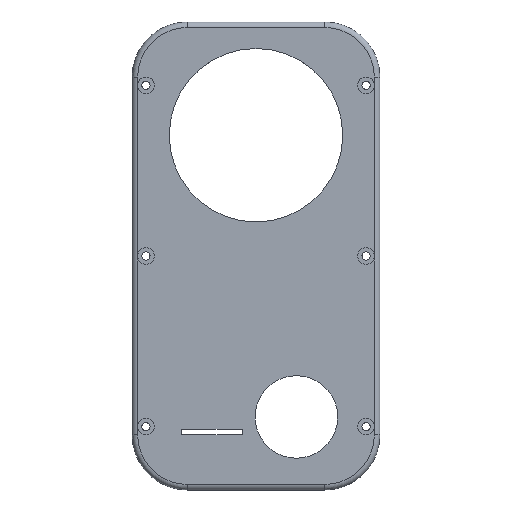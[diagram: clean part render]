
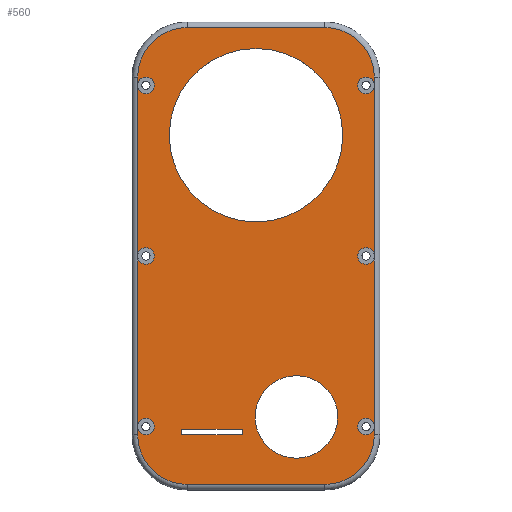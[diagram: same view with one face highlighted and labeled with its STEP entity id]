
A CAD part, top view. The second image highlights one B-rep face of the part: STEP entity #560.
In plain terms, the highlighted planar face has unit normal (0, 0, 1).
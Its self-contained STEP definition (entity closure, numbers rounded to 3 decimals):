
#97=ORIENTED_EDGE('',*,*,#269,.F.);
#98=ORIENTED_EDGE('',*,*,#270,.T.);
#99=ORIENTED_EDGE('',*,*,#271,.T.);
#100=ORIENTED_EDGE('',*,*,#272,.T.);
#101=ORIENTED_EDGE('',*,*,#273,.T.);
#102=ORIENTED_EDGE('',*,*,#274,.T.);
#103=ORIENTED_EDGE('',*,*,#275,.F.);
#104=ORIENTED_EDGE('',*,*,#276,.T.);
#105=ORIENTED_EDGE('',*,*,#277,.F.);
#106=ORIENTED_EDGE('',*,*,#278,.T.);
#107=ORIENTED_EDGE('',*,*,#279,.F.);
#108=ORIENTED_EDGE('',*,*,#280,.T.);
#109=ORIENTED_EDGE('',*,*,#281,.T.);
#110=ORIENTED_EDGE('',*,*,#282,.T.);
#111=ORIENTED_EDGE('',*,*,#283,.T.);
#112=ORIENTED_EDGE('',*,*,#284,.T.);
#113=ORIENTED_EDGE('',*,*,#285,.F.);
#114=ORIENTED_EDGE('',*,*,#286,.T.);
#115=ORIENTED_EDGE('',*,*,#287,.F.);
#116=ORIENTED_EDGE('',*,*,#288,.T.);
#117=ORIENTED_EDGE('',*,*,#289,.F.);
#118=ORIENTED_EDGE('',*,*,#290,.F.);
#119=ORIENTED_EDGE('',*,*,#291,.F.);
#120=ORIENTED_EDGE('',*,*,#292,.F.);
#121=ORIENTED_EDGE('',*,*,#293,.F.);
#122=ORIENTED_EDGE('',*,*,#294,.F.);
#269=EDGE_CURVE('',#355,#355,#906,.T.);
#270=EDGE_CURVE('',#355,#356,#633,.T.);
#271=EDGE_CURVE('',#356,#357,#907,.F.);
#272=EDGE_CURVE('',#357,#358,#634,.T.);
#273=EDGE_CURVE('',#358,#359,#908,.F.);
#274=EDGE_CURVE('',#359,#360,#635,.T.);
#275=EDGE_CURVE('',#360,#360,#909,.T.);
#276=EDGE_CURVE('',#360,#361,#636,.T.);
#277=EDGE_CURVE('',#361,#361,#910,.T.);
#278=EDGE_CURVE('',#361,#362,#637,.T.);
#279=EDGE_CURVE('',#362,#362,#911,.T.);
#280=EDGE_CURVE('',#362,#363,#638,.T.);
#281=EDGE_CURVE('',#363,#364,#912,.F.);
#282=EDGE_CURVE('',#364,#365,#639,.T.);
#283=EDGE_CURVE('',#365,#366,#913,.F.);
#284=EDGE_CURVE('',#366,#367,#640,.T.);
#285=EDGE_CURVE('',#367,#367,#914,.T.);
#286=EDGE_CURVE('',#367,#368,#641,.T.);
#287=EDGE_CURVE('',#368,#368,#915,.T.);
#288=EDGE_CURVE('',#368,#355,#642,.T.);
#289=EDGE_CURVE('',#369,#369,#916,.T.);
#290=EDGE_CURVE('',#370,#370,#917,.T.);
#291=EDGE_CURVE('',#371,#372,#643,.T.);
#292=EDGE_CURVE('',#373,#371,#644,.T.);
#293=EDGE_CURVE('',#374,#373,#645,.T.);
#294=EDGE_CURVE('',#372,#374,#646,.T.);
#355=VERTEX_POINT('',#1440);
#356=VERTEX_POINT('',#1442);
#357=VERTEX_POINT('',#1444);
#358=VERTEX_POINT('',#1446);
#359=VERTEX_POINT('',#1448);
#360=VERTEX_POINT('',#1450);
#361=VERTEX_POINT('',#1453);
#362=VERTEX_POINT('',#1456);
#363=VERTEX_POINT('',#1459);
#364=VERTEX_POINT('',#1461);
#365=VERTEX_POINT('',#1463);
#366=VERTEX_POINT('',#1465);
#367=VERTEX_POINT('',#1467);
#368=VERTEX_POINT('',#1470);
#369=VERTEX_POINT('',#1474);
#370=VERTEX_POINT('',#1476);
#371=VERTEX_POINT('',#1478);
#372=VERTEX_POINT('',#1479);
#373=VERTEX_POINT('',#1481);
#374=VERTEX_POINT('',#1483);
#405=EDGE_LOOP('',(#97,#98,#99,#100,#101,#102,#103,#104,#105,#106,#107,
#108,#109,#110,#111,#112,#113,#114,#115,#116));
#406=EDGE_LOOP('',(#117));
#407=EDGE_LOOP('',(#118));
#408=EDGE_LOOP('',(#119,#120,#121,#122));
#479=FACE_BOUND('',#405,.T.);
#480=FACE_BOUND('',#406,.T.);
#481=FACE_BOUND('',#407,.T.);
#482=FACE_BOUND('',#408,.T.);
#544=PLANE('',#991);
#560=ADVANCED_FACE('',(#479,#480,#481,#482),#544,.F.);
#633=LINE('',#1441,#688);
#634=LINE('',#1445,#689);
#635=LINE('',#1449,#690);
#636=LINE('',#1452,#691);
#637=LINE('',#1455,#692);
#638=LINE('',#1458,#693);
#639=LINE('',#1462,#694);
#640=LINE('',#1466,#695);
#641=LINE('',#1469,#696);
#642=LINE('',#1472,#697);
#643=LINE('',#1477,#698);
#644=LINE('',#1480,#699);
#645=LINE('',#1482,#700);
#646=LINE('',#1484,#701);
#688=VECTOR('',#1169,1000.);
#689=VECTOR('',#1172,1000.);
#690=VECTOR('',#1175,1000.);
#691=VECTOR('',#1178,1000.);
#692=VECTOR('',#1181,1000.);
#693=VECTOR('',#1184,1000.);
#694=VECTOR('',#1187,1000.);
#695=VECTOR('',#1190,1000.);
#696=VECTOR('',#1193,1000.);
#697=VECTOR('',#1196,1000.);
#698=VECTOR('',#1201,1000.);
#699=VECTOR('',#1202,1000.);
#700=VECTOR('',#1203,1000.);
#701=VECTOR('',#1204,1000.);
#906=CIRCLE('',#992,3.);
#907=CIRCLE('',#993,18.);
#908=CIRCLE('',#994,18.);
#909=CIRCLE('',#995,3.);
#910=CIRCLE('',#996,3.);
#911=CIRCLE('',#997,3.);
#912=CIRCLE('',#998,18.);
#913=CIRCLE('',#999,18.);
#914=CIRCLE('',#1000,3.);
#915=CIRCLE('',#1001,3.);
#916=CIRCLE('',#1002,15.);
#917=CIRCLE('',#1003,31.5);
#991=AXIS2_PLACEMENT_3D('',#1438,#1165,#1166);
#992=AXIS2_PLACEMENT_3D('',#1439,#1167,#1168);
#993=AXIS2_PLACEMENT_3D('',#1443,#1170,#1171);
#994=AXIS2_PLACEMENT_3D('',#1447,#1173,#1174);
#995=AXIS2_PLACEMENT_3D('',#1451,#1176,#1177);
#996=AXIS2_PLACEMENT_3D('',#1454,#1179,#1180);
#997=AXIS2_PLACEMENT_3D('',#1457,#1182,#1183);
#998=AXIS2_PLACEMENT_3D('',#1460,#1185,#1186);
#999=AXIS2_PLACEMENT_3D('',#1464,#1188,#1189);
#1000=AXIS2_PLACEMENT_3D('',#1468,#1191,#1192);
#1001=AXIS2_PLACEMENT_3D('',#1471,#1194,#1195);
#1002=AXIS2_PLACEMENT_3D('',#1473,#1197,#1198);
#1003=AXIS2_PLACEMENT_3D('',#1475,#1199,#1200);
#1165=DIRECTION('',(0.,0.,-1.));
#1166=DIRECTION('',(-1.,0.,0.));
#1167=DIRECTION('',(0.,0.,1.));
#1168=DIRECTION('',(1.,0.,0.));
#1169=DIRECTION('',(0.,-1.,0.));
#1170=DIRECTION('',(0.,0.,-1.));
#1171=DIRECTION('',(-1.,0.,0.));
#1172=DIRECTION('',(1.,0.,0.));
#1173=DIRECTION('',(0.,0.,-1.));
#1174=DIRECTION('',(-1.,0.,0.));
#1175=DIRECTION('',(0.,1.,0.));
#1176=DIRECTION('',(0.,0.,1.));
#1177=DIRECTION('',(1.,0.,0.));
#1178=DIRECTION('',(0.,1.,0.));
#1179=DIRECTION('',(0.,0.,1.));
#1180=DIRECTION('',(1.,0.,0.));
#1181=DIRECTION('',(0.,1.,0.));
#1182=DIRECTION('',(0.,0.,1.));
#1183=DIRECTION('',(1.,0.,0.));
#1184=DIRECTION('',(0.,1.,0.));
#1185=DIRECTION('',(0.,0.,-1.));
#1186=DIRECTION('',(-1.,0.,0.));
#1187=DIRECTION('',(-1.,0.,0.));
#1188=DIRECTION('',(0.,0.,-1.));
#1189=DIRECTION('',(-1.,0.,0.));
#1190=DIRECTION('',(0.,-1.,0.));
#1191=DIRECTION('',(0.,0.,1.));
#1192=DIRECTION('',(1.,0.,0.));
#1193=DIRECTION('',(0.,-1.,0.));
#1194=DIRECTION('',(0.,0.,1.));
#1195=DIRECTION('',(1.,0.,0.));
#1196=DIRECTION('',(0.,-1.,0.));
#1197=DIRECTION('',(0.,0.,1.));
#1198=DIRECTION('',(1.,0.,0.));
#1199=DIRECTION('',(0.,0.,1.));
#1200=DIRECTION('',(1.,0.,0.));
#1201=DIRECTION('',(-1.,0.,0.));
#1202=DIRECTION('',(0.,1.,0.));
#1203=DIRECTION('',(1.,0.,0.));
#1204=DIRECTION('',(0.,-1.,0.));
#1438=CARTESIAN_POINT('',(0.,0.,5.));
#1439=CARTESIAN_POINT('',(5.,23.,5.));
#1440=CARTESIAN_POINT('',(2.,23.,5.));
#1441=CARTESIAN_POINT('',(2.,0.,5.));
#1442=CARTESIAN_POINT('',(2.,20.,5.));
#1443=CARTESIAN_POINT('',(20.,20.,5.));
#1444=CARTESIAN_POINT('',(20.,2.,5.));
#1445=CARTESIAN_POINT('',(0.,2.,5.));
#1446=CARTESIAN_POINT('',(70.,2.,5.));
#1447=CARTESIAN_POINT('',(70.,20.,5.));
#1448=CARTESIAN_POINT('',(88.,20.,5.));
#1449=CARTESIAN_POINT('',(88.,0.,5.));
#1450=CARTESIAN_POINT('',(88.,23.,5.));
#1451=CARTESIAN_POINT('',(85.,23.,5.));
#1452=CARTESIAN_POINT('',(88.,0.,5.));
#1453=CARTESIAN_POINT('',(88.,85.,5.));
#1454=CARTESIAN_POINT('',(85.,85.,5.));
#1455=CARTESIAN_POINT('',(88.,0.,5.));
#1456=CARTESIAN_POINT('',(88.,147.,5.));
#1457=CARTESIAN_POINT('',(85.,147.,5.));
#1458=CARTESIAN_POINT('',(88.,0.,5.));
#1459=CARTESIAN_POINT('',(88.,150.,5.));
#1460=CARTESIAN_POINT('',(70.,150.,5.));
#1461=CARTESIAN_POINT('',(70.,168.,5.));
#1462=CARTESIAN_POINT('',(0.,168.,5.));
#1463=CARTESIAN_POINT('',(20.,168.,5.));
#1464=CARTESIAN_POINT('',(20.,150.,5.));
#1465=CARTESIAN_POINT('',(2.,150.,5.));
#1466=CARTESIAN_POINT('',(2.,0.,5.));
#1467=CARTESIAN_POINT('',(2.,147.,5.));
#1468=CARTESIAN_POINT('',(5.,147.,5.));
#1469=CARTESIAN_POINT('',(2.,0.,5.));
#1470=CARTESIAN_POINT('',(2.,85.,5.));
#1471=CARTESIAN_POINT('',(5.,85.,5.));
#1472=CARTESIAN_POINT('',(2.,0.,5.));
#1473=CARTESIAN_POINT('',(59.666,26.529,5.));
#1474=CARTESIAN_POINT('',(74.666,26.529,5.));
#1475=CARTESIAN_POINT('',(45.,128.875,5.));
#1476=CARTESIAN_POINT('',(76.5,128.875,5.));
#1477=CARTESIAN_POINT('',(0.,22.,5.));
#1478=CARTESIAN_POINT('',(40.,22.,5.));
#1479=CARTESIAN_POINT('',(18.,22.,5.));
#1480=CARTESIAN_POINT('',(40.,0.,5.));
#1481=CARTESIAN_POINT('',(40.,20.,5.));
#1482=CARTESIAN_POINT('',(0.,20.,5.));
#1483=CARTESIAN_POINT('',(18.,20.,5.));
#1484=CARTESIAN_POINT('',(18.,0.,5.));
